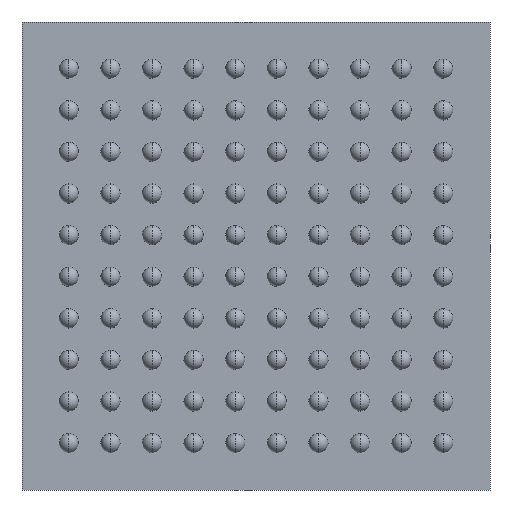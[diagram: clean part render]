
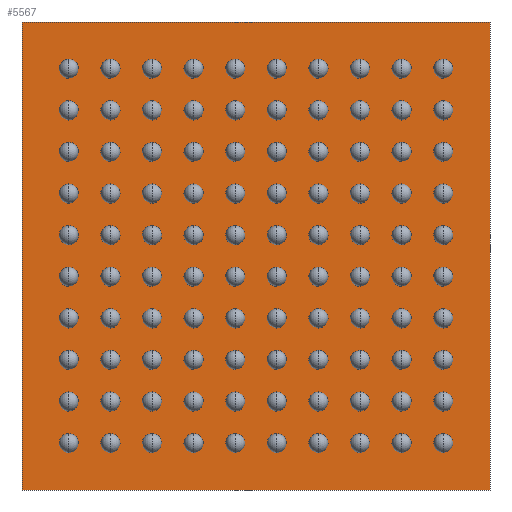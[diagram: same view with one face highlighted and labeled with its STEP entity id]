
A CAD part, front view. The second image highlights one B-rep face of the part: STEP entity #5567.
In plain terms, the highlighted planar face has unit normal (0, -1, 0).
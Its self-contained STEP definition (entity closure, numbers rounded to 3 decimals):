
#5420 = CARTESIAN_POINT ( 'NONE',  ( -4.5, 0.296, 4.5 ) ) ;
#5421 = VERTEX_POINT ( 'NONE', #5420 ) ;
#5422 = CARTESIAN_POINT ( 'NONE',  ( 4.5, 0.296, 4.5 ) ) ;
#5423 = VERTEX_POINT ( 'NONE', #5422 ) ;
#5424 = CARTESIAN_POINT ( 'NONE',  ( -4.5, 0.296, 4.5 ) ) ;
#5425 = DIRECTION ( 'NONE',  ( 1., 0., 0. ) ) ;
#5426 = VECTOR ( 'NONE', #5425, 1000. ) ;
#5427 = LINE ( 'NONE', #5424, #5426 ) ;
#5428 = EDGE_CURVE ( 'NONE', #5421, #5423, #5427, .T. ) ;
#5460 = CARTESIAN_POINT ( 'NONE',  ( 4.5, 0.296, -4.5 ) ) ;
#5461 = VERTEX_POINT ( 'NONE', #5460 ) ;
#5462 = CARTESIAN_POINT ( 'NONE',  ( 4.5, 0.296, -4.5 ) ) ;
#5463 = DIRECTION ( 'NONE',  ( 0., 0., -1. ) ) ;
#5464 = VECTOR ( 'NONE', #5463, 1000. ) ;
#5465 = LINE ( 'NONE', #5462, #5464 ) ;
#5466 = EDGE_CURVE ( 'NONE', #5423, #5461, #5465, .T. ) ;
#5491 = CARTESIAN_POINT ( 'NONE',  ( -4.5, 0.296, -4.5 ) ) ;
#5492 = VERTEX_POINT ( 'NONE', #5491 ) ;
#5493 = CARTESIAN_POINT ( 'NONE',  ( -4.5, 0.296, -4.5 ) ) ;
#5494 = DIRECTION ( 'NONE',  ( -1., 0., 0. ) ) ;
#5495 = VECTOR ( 'NONE', #5494, 1000. ) ;
#5496 = LINE ( 'NONE', #5493, #5495 ) ;
#5497 = EDGE_CURVE ( 'NONE', #5461, #5492, #5496, .T. ) ;
#5522 = CARTESIAN_POINT ( 'NONE',  ( -4.5, 0.296, -4.5 ) ) ;
#5523 = DIRECTION ( 'NONE',  ( 0., 0., 1. ) ) ;
#5524 = VECTOR ( 'NONE', #5523, 1000. ) ;
#5525 = LINE ( 'NONE', #5522, #5524 ) ;
#5526 = EDGE_CURVE ( 'NONE', #5492, #5421, #5525, .T. ) ;
#5556 = ORIENTED_EDGE ( 'NONE', *, *, #5428, .F. ) ;
#5557 = ORIENTED_EDGE ( 'NONE', *, *, #5526, .F. ) ;
#5558 = ORIENTED_EDGE ( 'NONE', *, *, #5497, .F. ) ;
#5559 = ORIENTED_EDGE ( 'NONE', *, *, #5466, .F. ) ;
#5560 = EDGE_LOOP ( 'NONE', ( #5556, #5557, #5558, #5559 ) ) ;
#5561 = FACE_OUTER_BOUND ( 'NONE', #5560, .T. ) ;
#5562 = CARTESIAN_POINT ( 'NONE',  ( 0., 0.296, 0. ) ) ;
#5563 = DIRECTION ( 'NONE',  ( 0., -1., 0. ) ) ;
#5564 = DIRECTION ( 'NONE',  ( 1., 0., 0. ) ) ;
#5565 = AXIS2_PLACEMENT_3D ( 'NONE', #5562, #5563, #5564 ) ;
#5566 = PLANE ( 'NONE', #5565 ) ;
#5567 = ADVANCED_FACE ( 'NONE', ( #5561 ), #5566, .T. ) ;
